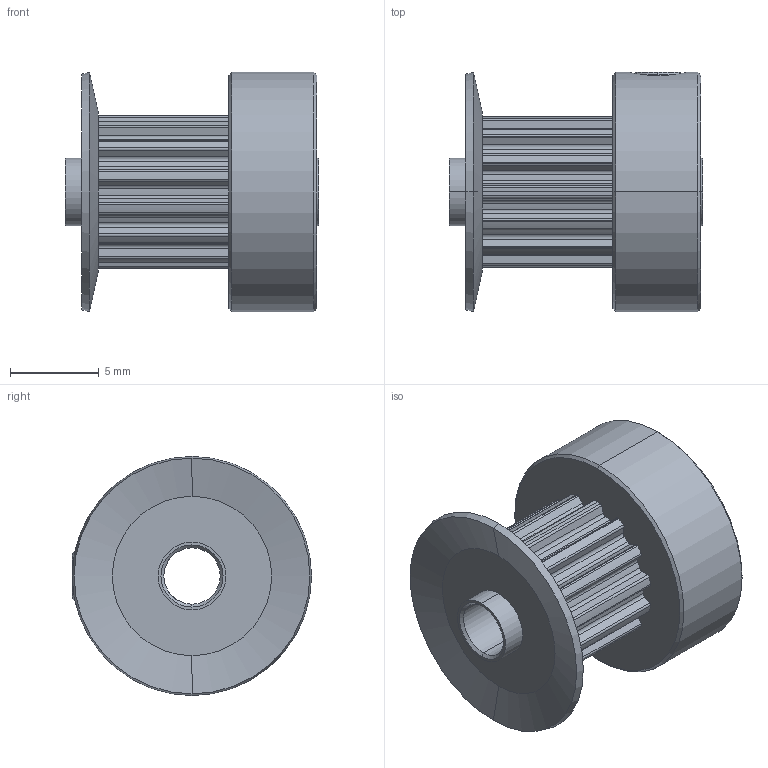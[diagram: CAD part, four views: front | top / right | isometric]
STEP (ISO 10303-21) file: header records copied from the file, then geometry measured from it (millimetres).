
FILE_DESCRIPTION (( 'STEP AP214' ), '1' );
FILE_NAME ('APB14MXL025CF-125.step', '2016-06-13T20:58:10', ( '' ), ( '' ), 'SwSTEP 2.0', 'SolidWorks 2016', '' );
FILE_SCHEMA (( 'AUTOMOTIVE_DESIGN' ));
Length unit declared in the file: inch
Products named in the file (1): APB14MXL025CF-125
Bounding box: 14.29 x 13.46 x 13.46 mm (x, y, z)
Volume: 1015.7 mm3; surface area: 1165.4 mm2
Topology: 2 solids, 2 shells, 166 faces, 457 edges, 300 vertices
Faces by surface type: cylinder 105, plane 43, cone 16, bspline 2
Entity records: 6894 total; most frequent: CARTESIAN_POINT 2412, DIRECTION 1001, ORIENTED_EDGE 914, EDGE_CURVE 457, AXIS2_PLACEMENT_3D 389, VERTEX_POINT 300, CIRCLE 224, LINE 223
